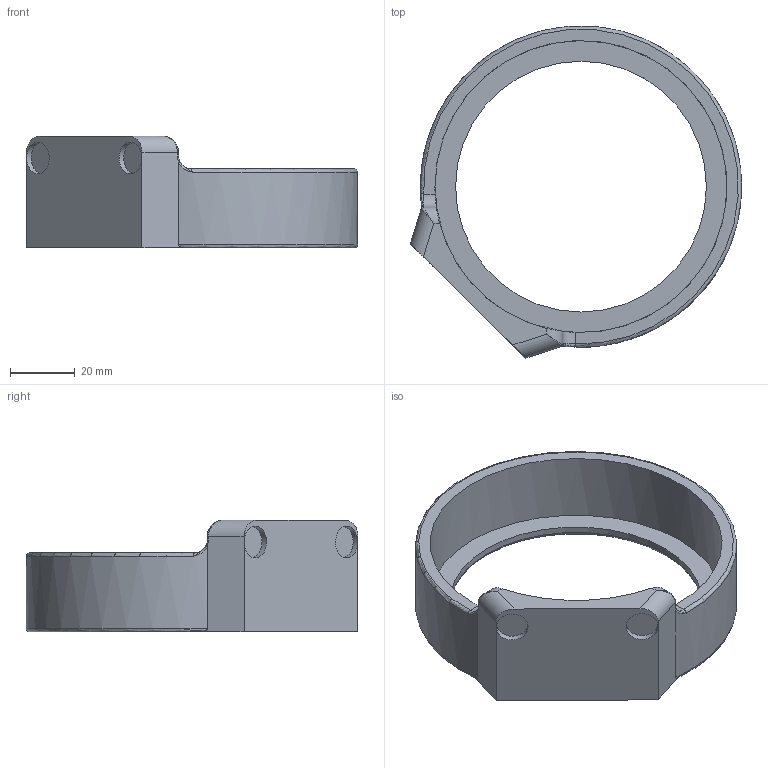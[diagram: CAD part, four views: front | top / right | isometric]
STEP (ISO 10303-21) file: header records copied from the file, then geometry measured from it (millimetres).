
FILE_DESCRIPTION(/* description */ ('STEP AP242','CAx-IF Rec.Pracs.---Representation and Presentation of Product Manufacturing Information (PMI)---4.0---2014-10-13','CAx-IF Rec.Pracs.---3D Tessellated Geometry---0.4---2014-09-14','2;1'),/* implementation_level */ '2;1');
FILE_NAME(/* name */ '62d9a8b86d5bdf60986cd4d8',/* time_stamp */ '2022-07-21T19:27:52+00:00',/* author */ (''),/* organization */ (''),/* preprocessor_version */ 'ST-DEVELOPER v18.102',/* originating_system */ ' ',/* authorisation */ ' ');
FILE_SCHEMA (('AP242_MANAGED_MODEL_BASED_3D_ENGINEERING_MIM_LF { 1 0 10303 442 1 1 4 }'));
Length unit declared in the file: metre
Products named in the file (1): fixedCap
Bounding box: 102.04 x 102.3 x 34.5 mm (x, y, z)
Volume: 44821.8 mm3; surface area: 21979.9 mm2
Topology: 1 solids, 1 shells, 35 faces, 84 edges, 49 vertices
Faces by surface type: cylinder 13, plane 11, bspline 8, torus 3
Full cylindrical faces by diameter (mm): 9.75 x2, 77.3 x1, 90 x1
Entity records: 1135 total; most frequent: CARTESIAN_POINT 407, ORIENTED_EDGE 148, DIRECTION 130, EDGE_CURVE 74, AXIS2_PLACEMENT_3D 52, VERTEX_POINT 48, EDGE_LOOP 44, FACE_BOUND 44
